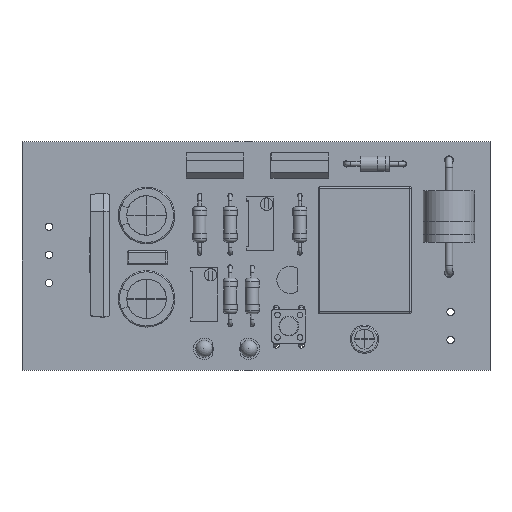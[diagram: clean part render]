
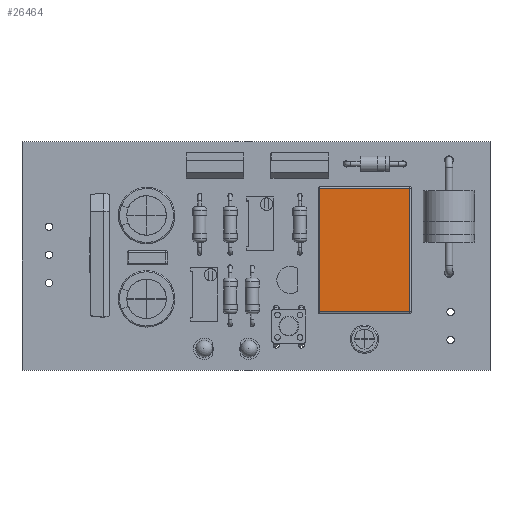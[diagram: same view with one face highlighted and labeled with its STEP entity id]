
A CAD part, top view. The second image highlights one B-rep face of the part: STEP entity #26464.
In plain terms, the highlighted planar face has unit normal (0, 0, 1).
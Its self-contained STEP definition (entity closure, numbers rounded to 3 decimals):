
#26464 = ADVANCED_FACE('',(#26465),#26499,.F.);
#26465 = FACE_BOUND('',#26466,.F.);
#26466 = EDGE_LOOP('',(#26467,#26477,#26485,#26493));
#26467 = ORIENTED_EDGE('',*,*,#26468,.T.);
#26468 = EDGE_CURVE('',#26469,#26471,#26473,.T.);
#26469 = VERTEX_POINT('',#26470);
#26470 = CARTESIAN_POINT('',(-8.,2.3,19.1));
#26471 = VERTEX_POINT('',#26472);
#26472 = CARTESIAN_POINT('',(8.,2.3,19.1));
#26473 = LINE('',#26474,#26475);
#26474 = CARTESIAN_POINT('',(-8.,2.3,19.1));
#26475 = VECTOR('',#26476,1.);
#26476 = DIRECTION('',(1.,0.,0.));
#26477 = ORIENTED_EDGE('',*,*,#26478,.T.);
#26478 = EDGE_CURVE('',#26471,#26479,#26481,.T.);
#26479 = VERTEX_POINT('',#26480);
#26480 = CARTESIAN_POINT('',(8.,-19.7,19.1));
#26481 = LINE('',#26482,#26483);
#26482 = CARTESIAN_POINT('',(8.,2.3,19.1));
#26483 = VECTOR('',#26484,1.);
#26484 = DIRECTION('',(0.,-1.,0.));
#26485 = ORIENTED_EDGE('',*,*,#26486,.T.);
#26486 = EDGE_CURVE('',#26479,#26487,#26489,.T.);
#26487 = VERTEX_POINT('',#26488);
#26488 = CARTESIAN_POINT('',(-8.,-19.7,19.1));
#26489 = LINE('',#26490,#26491);
#26490 = CARTESIAN_POINT('',(8.,-19.7,19.1));
#26491 = VECTOR('',#26492,1.);
#26492 = DIRECTION('',(-1.,0.,0.));
#26493 = ORIENTED_EDGE('',*,*,#26494,.T.);
#26494 = EDGE_CURVE('',#26487,#26469,#26495,.T.);
#26495 = LINE('',#26496,#26497);
#26496 = CARTESIAN_POINT('',(-8.,-19.7,19.1));
#26497 = VECTOR('',#26498,1.);
#26498 = DIRECTION('',(0.,1.,0.));
#26499 = PLANE('',#26500);
#26500 = AXIS2_PLACEMENT_3D('',#26501,#26502,#26503);
#26501 = CARTESIAN_POINT('',(0.,-8.7,19.1));
#26502 = DIRECTION('',(-0.,-0.,-1.));
#26503 = DIRECTION('',(-1.,0.,0.));
